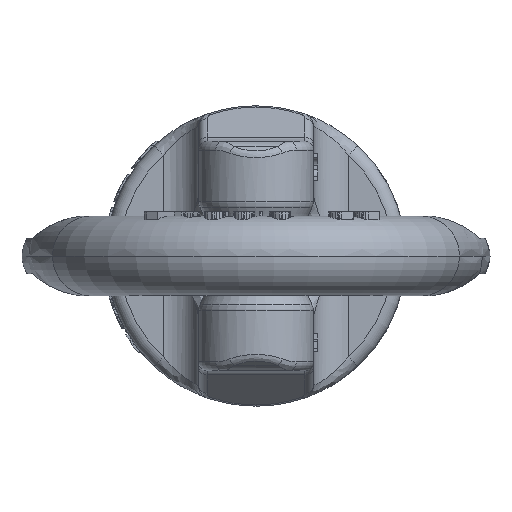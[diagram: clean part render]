
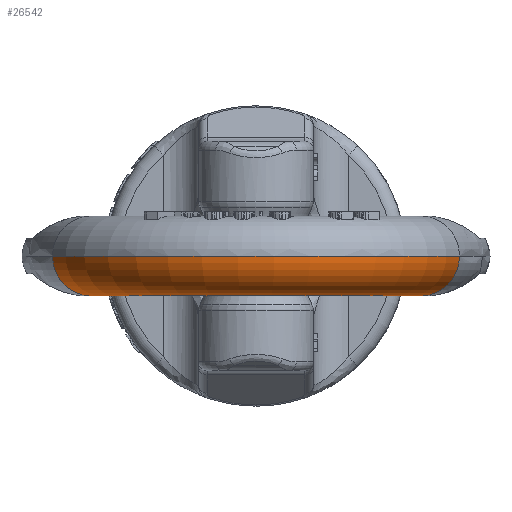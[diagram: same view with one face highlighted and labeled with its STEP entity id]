
A CAD part, left-side view. The second image highlights one B-rep face of the part: STEP entity #26542.
In plain terms, the highlighted toroidal (fillet/blend) face has major radius 19.5 mm and minor radius 4.5 mm.
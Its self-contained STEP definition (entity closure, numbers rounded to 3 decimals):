
#19435=CARTESIAN_POINT('',(-50.,0.,0.));
#19436=DIRECTION('',(0.,0.,1.));
#19437=DIRECTION('',(-0.28,0.96,0.));
#19438=AXIS2_PLACEMENT_3D('',#19435,#19436,#19437);
#20815=CARTESIAN_POINT('',(-55.46,-18.72,0.));
#20816=DIRECTION('',(0.96,-0.28,0.));
#20817=DIRECTION('',(-0.28,-0.96,0.));
#20818=AXIS2_PLACEMENT_3D('',#20815,#20816,#20817);
#21376=CARTESIAN_POINT('',(-55.46,18.72,0.));
#21377=DIRECTION('',(-0.96,-0.28,0.));
#21378=DIRECTION('',(-0.28,0.96,0.));
#21379=AXIS2_PLACEMENT_3D('',#21376,#21377,#21378);
#21381=CARTESIAN_POINT('',(-50.,0.,0.));
#21382=DIRECTION('',(0.,0.,1.));
#21383=DIRECTION('',(-0.28,0.96,0.));
#21384=AXIS2_PLACEMENT_3D('',#21381,#21382,#21383);
#24602=CARTESIAN_POINT('',(-54.2,14.4,0.));
#24603=CARTESIAN_POINT('',(-56.72,23.04,0.));
#24604=VERTEX_POINT('',#24602);
#24605=VERTEX_POINT('',#24603);
#24606=CARTESIAN_POINT('',(-54.2,-14.4,0.));
#24607=CARTESIAN_POINT('',(-56.72,-23.04,0.));
#24608=VERTEX_POINT('',#24606);
#24609=VERTEX_POINT('',#24607);
#26531=CARTESIAN_POINT('',(-50.,0.,0.));
#26532=DIRECTION('',(0.,0.,1.));
#26533=DIRECTION('',(0.28,-0.96,0.));
#26534=AXIS2_PLACEMENT_3D('',#26531,#26532,#26533);
#26535=TOROIDAL_SURFACE('',#26534,19.5,4.5);
#26536=ORIENTED_EDGE('',*,*,#26275,.F.);
#26537=ORIENTED_EDGE('',*,*,#25826,.T.);
#26538=ORIENTED_EDGE('',*,*,#26309,.T.);
#26539=ORIENTED_EDGE('',*,*,#25823,.F.);
#26540=EDGE_LOOP('',(#26536,#26537,#26538,#26539));
#26541=FACE_OUTER_BOUND('',#26540,.F.);
#26542=ADVANCED_FACE('',(#26541),#26535,.T.);
#19439=CIRCLE('',#19438,15.);
#20819=CIRCLE('',#20818,4.5);
#21380=CIRCLE('',#21379,4.5);
#21385=CIRCLE('',#21384,24.);
#25823=EDGE_CURVE('',#24604,#24608,#19439,.T.);
#25826=EDGE_CURVE('',#24605,#24609,#21385,.T.);
#26275=EDGE_CURVE('',#24605,#24604,#21380,.T.);
#26309=EDGE_CURVE('',#24609,#24608,#20819,.T.);
